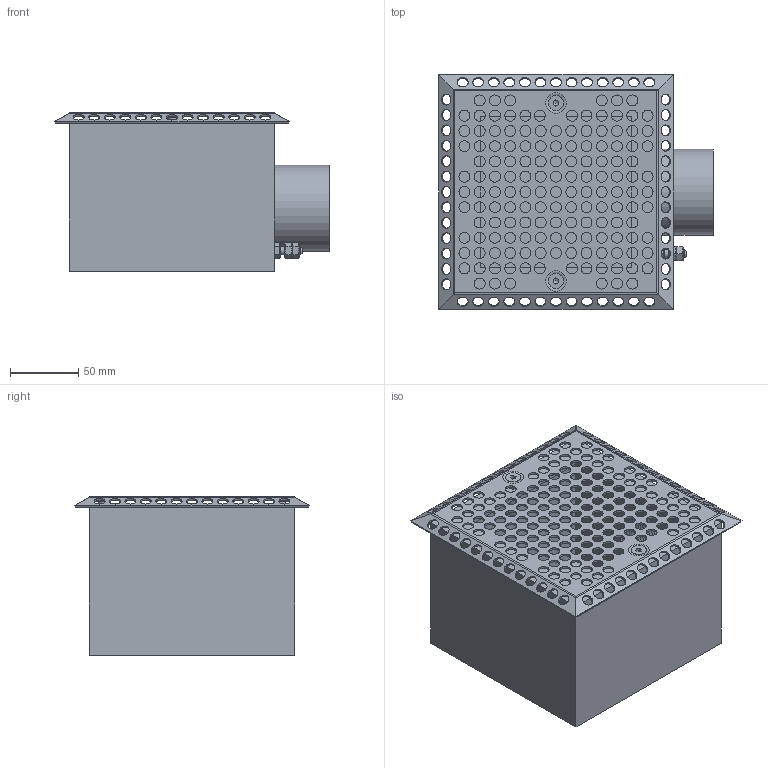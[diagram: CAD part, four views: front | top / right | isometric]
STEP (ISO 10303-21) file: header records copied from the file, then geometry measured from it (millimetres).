
FILE_DESCRIPTION(('STEP AP214'), '1');
FILE_NAME('Ð04-07 Äîííûé ñëèâ êâàäðàòíûé 150õ150õ100 ïëèòêà', '2024-12-06T09:01:36', ('Runwill'), (''), 'C3D Converter', 'C3D Toolkit', '');
FILE_SCHEMA(('AUTOMOTIVE_DESIGN { 1 0 10303 214 3 1 1}'));
Length unit declared in the file: millimetre
Assembly tree (10 placements, depth 4):
  (unnamed)
    (unnamed)
      (unnamed)  x2
      (unnamed)
        (unnamed)
        (unnamed)  x2
    (unnamed)
    (unnamed)
    (unnamed)
Bounding box: 200.75 x 171.5 x 115.85 mm (x, y, z)
Volume: 181622.2 mm3; surface area: 260014.3 mm2
Topology: 9 solids, 9 shells, 375 faces, 988 edges, 637 vertices
Faces by surface type: cylinder 240, plane 92, cone 24, bspline 10, torus 9
Full cylindrical faces by diameter (mm): 4.917 x4, 6 x3, 7.5 x2, 8 x201, 10 x3, 11.34 x2, 62.7 x1
Entity records: 20212 total; most frequent: CARTESIAN_POINT 10692, DIRECTION 1807, ORIENTED_EDGE 1434, EDGE_LOOP 1008, AXIS2_PLACEMENT_3D 824, EDGE_CURVE 717, VERTEX_POINT 611, FACE_BOUND 559
